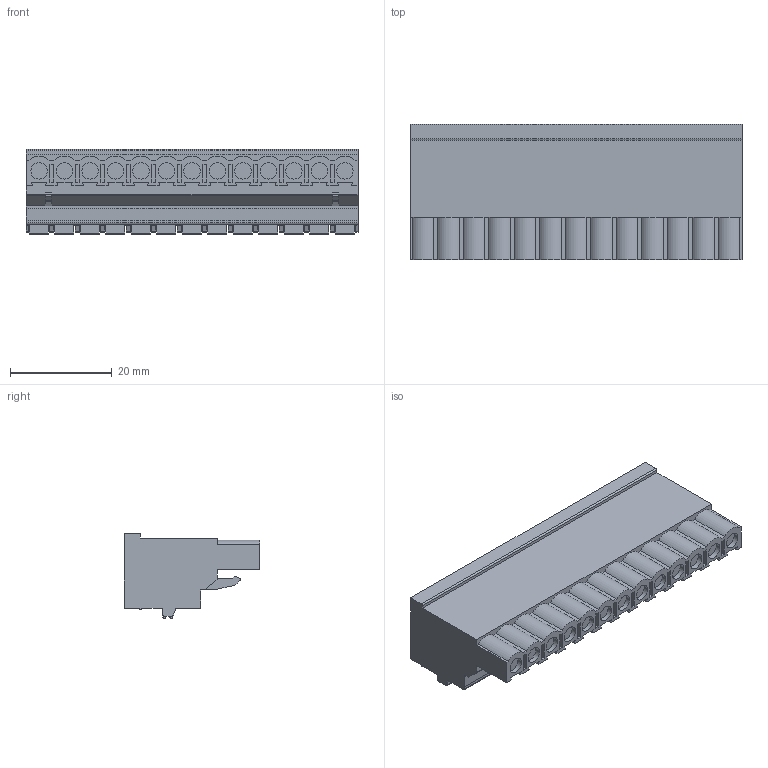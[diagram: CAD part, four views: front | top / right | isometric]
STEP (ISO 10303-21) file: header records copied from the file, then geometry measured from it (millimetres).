
FILE_DESCRIPTION((''),'2;1');
FILE_NAME('PRT0007','2024-09-21T15:31:39',('tluser'),(''),'CREO PARAMETRIC BY PTC INC, 2018100','CREO PARAMETRIC BY PTC INC, 2018100','');
FILE_SCHEMA(('CONFIG_CONTROL_DESIGN'));
Length unit declared in the file: millimetre
Products named in the file (1): PRT0007
Bounding box: 65.1 x 26.6 x 16.7 mm (x, y, z)
Volume: 17937.4 mm3; surface area: 7646.8 mm2
Topology: 1 solids, 1 shells, 744 faces, 1926 edges, 1284 vertices
Faces by surface type: plane 504, cylinder 240
Entity records: 22728 total; most frequent: CARTESIAN_POINT 3954, DIRECTION 3894, ORIENTED_EDGE 3852, EDGE_CURVE 1926, VECTOR 1446, LINE 1446, VERTEX_POINT 1284, AXIS2_PLACEMENT_3D 1224
